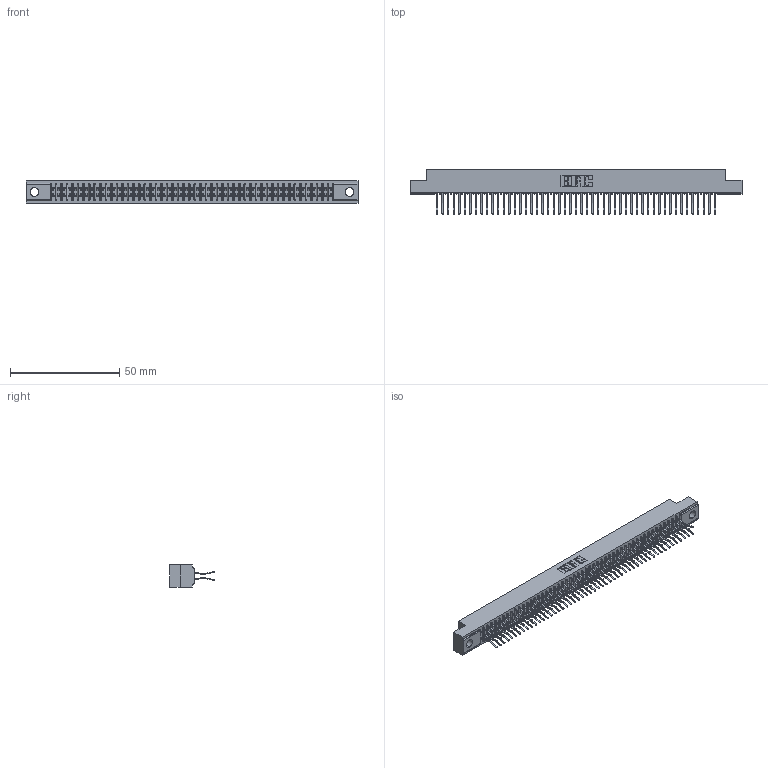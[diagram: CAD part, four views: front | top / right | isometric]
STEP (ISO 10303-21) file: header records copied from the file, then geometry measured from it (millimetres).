
FILE_DESCRIPTION (( 'STEP AP203' ), '1' );
FILE_NAME ('341-102-560-204.STEP', '2018-08-08T11:21:46', ( '' ), ( '' ), 'SwSTEP 2.0', 'SolidWorks 2016', '' );
FILE_SCHEMA (( 'CONFIG_CONTROL_DESIGN' ));
Length unit declared in the file: inch
Products named in the file (3): 341 Part_.156 (3.96) Dia Mounting Holes; 341-292-001_341-292-160; 341-102-560-204
Assembly tree (103 placements, depth 2):
  341-102-560-204
    341 Part_.156 (3.96) Dia Mounting Holes
    341-292-001_341-292-160  x102
Bounding box: 151.76 x 20.37 x 10.16 mm (x, y, z)
Volume: 11210.4 mm3; surface area: 20825.3 mm2
Topology: 103 solids, 103 shells, 7270 faces, 21109 edges, 13694 vertices
Faces by surface type: plane 4162, cylinder 2904, sphere 104, torus 100
Entity records: 61080 total; most frequent: CARTESIAN_POINT 10159, ORIENTED_EDGE 10094, DIRECTION 9849, EDGE_CURVE 5047, VECTOR 4089, LINE 4089, VERTEX_POINT 3190, AXIS2_PLACEMENT_3D 2880
